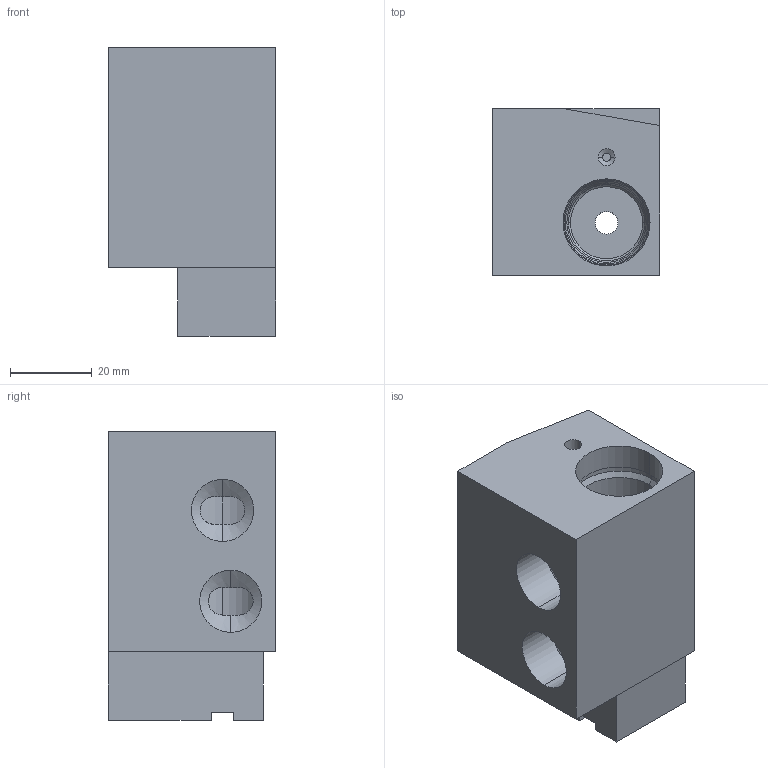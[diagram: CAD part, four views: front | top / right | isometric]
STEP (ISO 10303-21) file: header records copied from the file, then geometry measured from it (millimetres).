
FILE_DESCRIPTION (( 'STEP AP214' ), '1' );
FILE_NAME ('DE-24-12-18-01-embaseRevB3.STEP', '2019-06-07T12:24:50', ( '' ), ( '' ), 'SwSTEP 2.0', 'SolidWorks 2019', '' );
FILE_SCHEMA (( 'AUTOMOTIVE_DESIGN' ));
Length unit declared in the file: millimetre
Products named in the file (1): DE-24-12-18-01-embaseRevB3
Bounding box: 41 x 41 x 70.9 mm (x, y, z)
Volume: 77221.8 mm3; surface area: 20239.1 mm2
Topology: 1 solids, 1 shells, 82 faces, 208 edges, 126 vertices
Faces by surface type: cylinder 37, plane 25, cone 20
Entity records: 2924 total; most frequent: CARTESIAN_POINT 798, DIRECTION 420, ORIENTED_EDGE 408, EDGE_CURVE 204, AXIS2_PLACEMENT_3D 156, VERTEX_POINT 126, VECTOR 108, LINE 108
